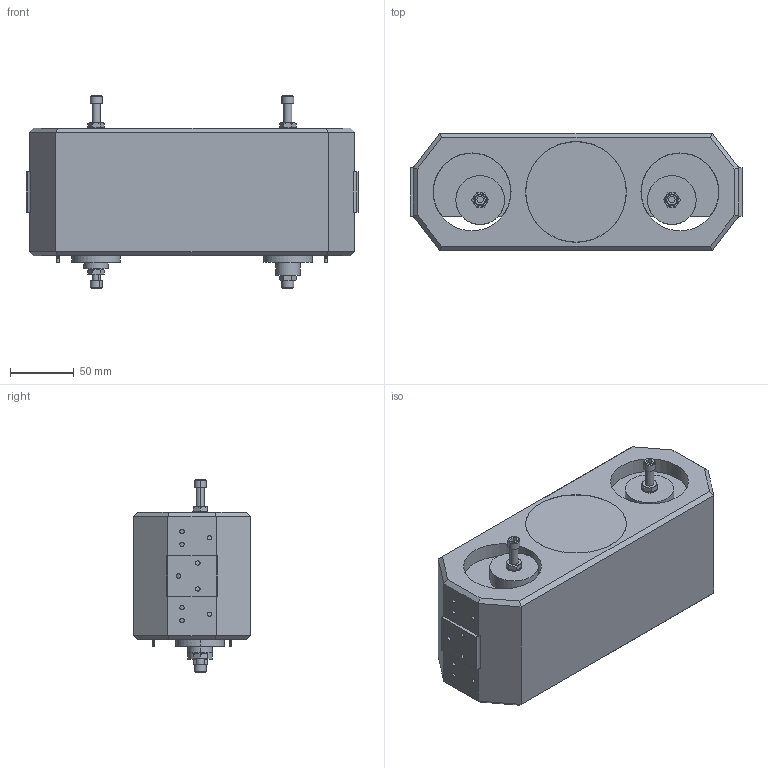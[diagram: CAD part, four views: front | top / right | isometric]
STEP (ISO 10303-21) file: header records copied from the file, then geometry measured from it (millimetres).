
FILE_DESCRIPTION (( 'STEP AP203' ), '1' );
FILE_NAME ('D070334-v3.STEP', '2010-08-09T03:29:22', ( ' ' ), ( ' ' ), 'SwSTEP 2.0', 'SolidWorks 2010', '' );
FILE_SCHEMA (( 'CONFIG_CONTROL_DESIGN' ));
Length unit declared in the file: inch
Products named in the file (22): D030155_Advanced_LIGO_SUS_HLTS_Center_Offset,_Intermediate_Mass; Advanced_LIGO_SUS_Additional_Mass_Disk_10g; D030156_Advanced_LIGO_SUS_HLTS_Side_Offset,_Intermediate_Mass; Advanced_LIGO_SUS_Additional_Mass_Disk_50g; Vented_Flat_Washer_________ FLAT WASHERS NAS 620-C416L (1-4)  (OR EQUIV.); Advanced_LIGO_SUS_Additional_Mass_Disk_20g; SST_HexNut_JN .25; D070334-v3; D070336_Advanced_LIGO_SUS_HLTS_Main_Section,_Intermediate_Mass; D080181_Advanced_LIGO_SUS_HLTS_Intermediate_Mass_Changer_Assembly_SSTL 500g; Advanced_LIGO_SUS_HLTS_Collar,_Upper,_Intermediate_Mass_SSTL 500g; Advanced_LIGO_SUS_HLTS_Collar,_Lower,_Intermediate_Mass_SSTL 500g; Ag-SST_Socketheadcapscrew_SHCS #8-32  X 0.75; Ag-SST_setscrew_0.25-20 AgSST Set Screw X 0.25 LONG; Ag-SST_setscrew_0.25-20 AgSST Set Screw X 0.5 LONG; Advanced_LIGO_SUS_Additional_Mass_Disk_100g; Helicoil_SCREW-LOCK 0.25-20 X 0.25 LONG; Advanced_LIGO_SUS_Additional_Mass_Disk_150g; SST_SocketHeadCapScrew,_Fully_Threaded_SHCS 0.25-20  X 1.5; D970075_Dumbbell; D0901927_Advanced_LIGO_Magnet,_Sintered_SmCo,_0.075_X_0.125; UHV-Compatible_Adhesive
Assembly tree (46 placements, depth 3):
  D070334-v3
    D030156_Advanced_LIGO_SUS_HLTS_Side_Offset,_Intermediate_Mass  x2
    Advanced_LIGO_SUS_Additional_Mass_Disk_100g  x3
    Helicoil_SCREW-LOCK 0.25-20 X 0.25 LONG  x4
    Ag-SST_setscrew_0.25-20 AgSST Set Screw X 0.25 LONG  x2
    Advanced_LIGO_SUS_Additional_Mass_Disk_50g
    Advanced_LIGO_SUS_Additional_Mass_Disk_20g
    Advanced_LIGO_SUS_Additional_Mass_Disk_10g
    SST_SocketHeadCapScrew,_Fully_Threaded_SHCS 0.25-20  X 1.5  x4
    D0901927_Advanced_LIGO_Magnet,_Sintered_SmCo,_0.075_X_0.125  x4
    D080181_Advanced_LIGO_SUS_HLTS_Intermediate_Mass_Changer_Assembly_SSTL 500g
      Ag-SST_Socketheadcapscrew_SHCS #8-32  X 0.75  x2
      D030155_Advanced_LIGO_SUS_HLTS_Center_Offset,_Intermediate_Mass
      Advanced_LIGO_SUS_HLTS_Collar,_Upper,_Intermediate_Mass_SSTL 500g
      Advanced_LIGO_SUS_HLTS_Collar,_Lower,_Intermediate_Mass_SSTL 500g
    D970075_Dumbbell  x4
    Advanced_LIGO_SUS_Additional_Mass_Disk_150g
    Ag-SST_setscrew_0.25-20 AgSST Set Screw X 0.5 LONG  x4
    Vented_Flat_Washer_________ FLAT WASHERS NAS 620-C416L (1-4)  (OR EQUIV.)  x4
    SST_HexNut_JN .25  x4
    D070336_Advanced_LIGO_SUS_HLTS_Main_Section,_Intermediate_Mass
  UHV-Compatible_Adhesive
Bounding box: 260.27 x 91.8 x 151.46 mm (x, y, z)
Volume: 1976232.8 mm3; surface area: 276024.1 mm2
Topology: 45 solids, 45 shells, 689 faces, 1560 edges, 976 vertices
Faces by surface type: plane 317, cylinder 244, cone 114, torus 14
Entity records: 15105 total; most frequent: CARTESIAN_POINT 3804, DIRECTION 1754, ORIENTED_EDGE 1656, EDGE_CURVE 828, AXIS2_PLACEMENT_3D 678, VERTEX_POINT 524, EDGE_LOOP 442, LINE 398
